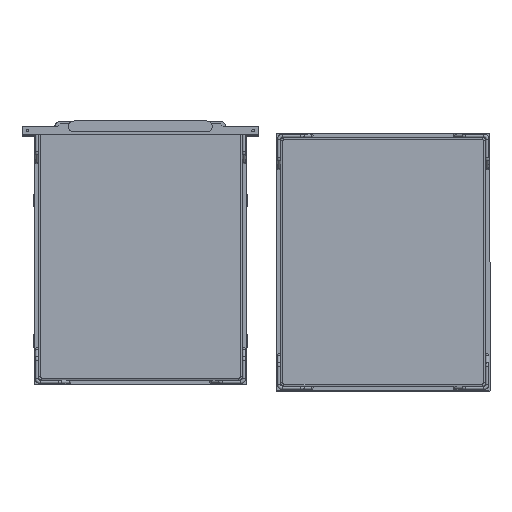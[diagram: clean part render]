
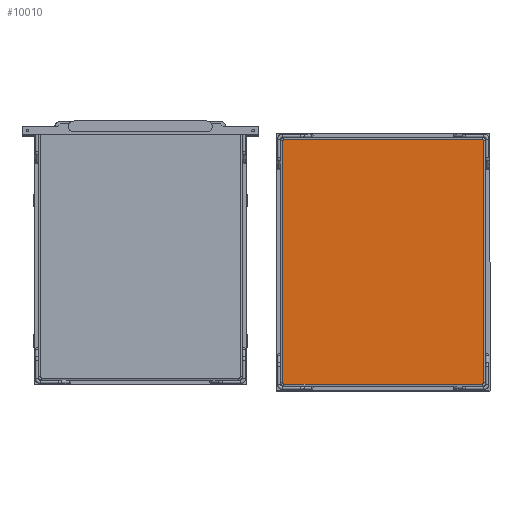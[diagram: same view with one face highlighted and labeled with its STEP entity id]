
A CAD part, top view. The second image highlights one B-rep face of the part: STEP entity #10010.
In plain terms, the highlighted planar face has unit normal (0, 0, 1).
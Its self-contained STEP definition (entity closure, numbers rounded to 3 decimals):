
#786=FACE_OUTER_BOUND('',#1312,.T.);
#1312=EDGE_LOOP('',(#8631,#8632,#8633,#8634));
#2033=LINE('',#17179,#2759);
#2034=LINE('',#17181,#2760);
#2035=LINE('',#17183,#2761);
#2036=LINE('',#17184,#2762);
#2759=VECTOR('',#13927,10.);
#2760=VECTOR('',#13928,10.);
#2761=VECTOR('',#13929,10.);
#2762=VECTOR('',#13930,10.);
#4505=VERTEX_POINT('',#17177);
#4506=VERTEX_POINT('',#17178);
#4507=VERTEX_POINT('',#17180);
#4508=VERTEX_POINT('',#17182);
#5931=EDGE_CURVE('',#4505,#4506,#2033,.T.);
#5932=EDGE_CURVE('',#4507,#4505,#2034,.T.);
#5933=EDGE_CURVE('',#4508,#4507,#2035,.T.);
#5934=EDGE_CURVE('',#4506,#4508,#2036,.T.);
#8631=ORIENTED_EDGE('',*,*,#5931,.F.);
#8632=ORIENTED_EDGE('',*,*,#5932,.F.);
#8633=ORIENTED_EDGE('',*,*,#5933,.F.);
#8634=ORIENTED_EDGE('',*,*,#5934,.F.);
#9629=PLANE('',#11088);
#10010=ADVANCED_FACE('',(#786),#9629,.F.);
#11088=AXIS2_PLACEMENT_3D('',#17176,#13925,#13926);
#13925=DIRECTION('center_axis',(0.,0.,
-1.));
#13926=DIRECTION('ref_axis',(-1.,0.,0.));
#13927=DIRECTION('',(0.,-1.,0.));
#13928=DIRECTION('',(1.,0.,0.));
#13929=DIRECTION('',(0.,1.,0.));
#13930=DIRECTION('',(-1.,0.,0.));
#17176=CARTESIAN_POINT('Origin',(-290.6,239.1,346.2));
#17177=CARTESIAN_POINT('',(-103.6,466.1,346.2));
#17178=CARTESIAN_POINT('',(-103.6,12.1,346.2));
#17179=CARTESIAN_POINT('',(-103.6,12.1,346.2));
#17180=CARTESIAN_POINT('',(-477.6,466.1,346.2));
#17181=CARTESIAN_POINT('',(-103.6,466.1,346.2));
#17182=CARTESIAN_POINT('',(-477.6,12.1,346.2));
#17183=CARTESIAN_POINT('',(-477.6,466.1,346.2));
#17184=CARTESIAN_POINT('',(-477.6,12.1,346.2));
